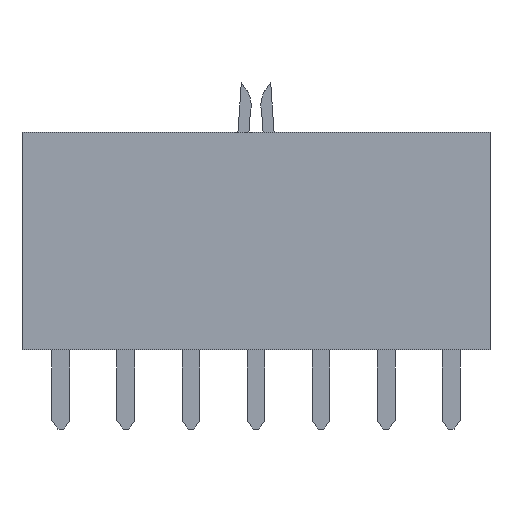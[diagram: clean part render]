
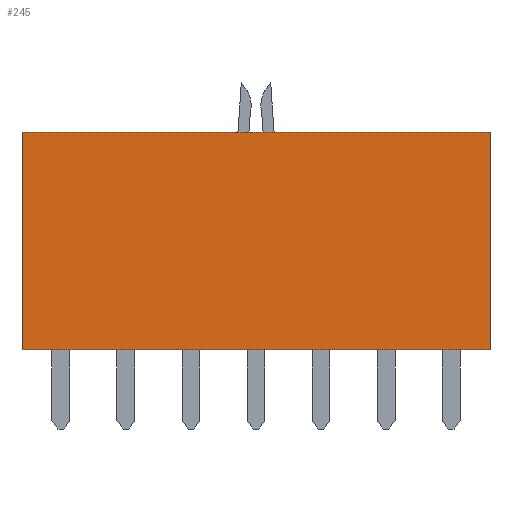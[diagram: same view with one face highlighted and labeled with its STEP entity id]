
A CAD part, front view. The second image highlights one B-rep face of the part: STEP entity #245.
In plain terms, the highlighted planar face has unit normal (0, -1, 0).
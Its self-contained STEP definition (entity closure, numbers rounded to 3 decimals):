
#245 = ADVANCED_FACE( '', ( #573 ), #574, .T. );
#573 = FACE_OUTER_BOUND( '', #971, .T. );
#574 = PLANE( '', #972 );
#971 = EDGE_LOOP( '', ( #1656, #1657, #1658, #1659 ) );
#972 = AXIS2_PLACEMENT_3D( '', #1660, #1661, #1662 );
#1656 = ORIENTED_EDGE( '', *, *, #2492, .T. );
#1657 = ORIENTED_EDGE( '', *, *, #2582, .T. );
#1658 = ORIENTED_EDGE( '', *, *, #2583, .T. );
#1659 = ORIENTED_EDGE( '', *, *, #2584, .T. );
#1660 = CARTESIAN_POINT( '', ( 0., -1.25, 0. ) );
#1661 = DIRECTION( '', ( 0., -1., 0. ) );
#1662 = DIRECTION( '', ( 0., 0., -1. ) );
#2492 = EDGE_CURVE( '', #3047, #3045, #3048, .T. );
#2582 = EDGE_CURVE( '', #3045, #3175, #3176, .T. );
#2583 = EDGE_CURVE( '', #3175, #3177, #3178, .T. );
#2584 = EDGE_CURVE( '', #3177, #3047, #3179, .T. );
#3045 = VERTEX_POINT( '', #3824 );
#3047 = VERTEX_POINT( '', #3827 );
#3048 = LINE( '', #3828, #3829 );
#3175 = VERTEX_POINT( '', #4019 );
#3176 = LINE( '', #4020, #4021 );
#3177 = VERTEX_POINT( '', #4022 );
#3178 = LINE( '', #4023, #4024 );
#3179 = LINE( '', #4025, #4026 );
#3824 = CARTESIAN_POINT( '', ( -9.14, -1.25, 4.25 ) );
#3827 = CARTESIAN_POINT( '', ( 9.14, -1.25, 4.25 ) );
#3828 = CARTESIAN_POINT( '', ( 9.14, -1.25, 4.25 ) );
#3829 = VECTOR( '', #4512, 1000. );
#4019 = CARTESIAN_POINT( '', ( -9.14, -1.25, -4.25 ) );
#4020 = CARTESIAN_POINT( '', ( -9.14, -1.25, 4.25 ) );
#4021 = VECTOR( '', #4582, 1000. );
#4022 = CARTESIAN_POINT( '', ( 9.14, -1.25, -4.25 ) );
#4023 = CARTESIAN_POINT( '', ( -9.14, -1.25, -4.25 ) );
#4024 = VECTOR( '', #4583, 1000. );
#4025 = CARTESIAN_POINT( '', ( 9.14, -1.25, -4.25 ) );
#4026 = VECTOR( '', #4584, 1000. );
#4512 = DIRECTION( '', ( -1., 0., 0. ) );
#4582 = DIRECTION( '', ( 0., 0., -1. ) );
#4583 = DIRECTION( '', ( 1., 0., 0. ) );
#4584 = DIRECTION( '', ( 0., 0., 1. ) );
